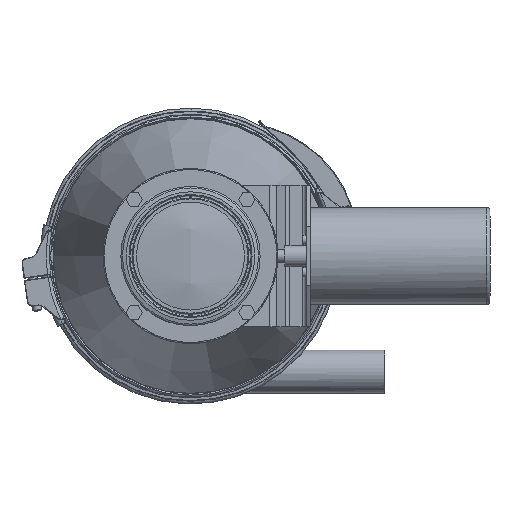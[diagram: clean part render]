
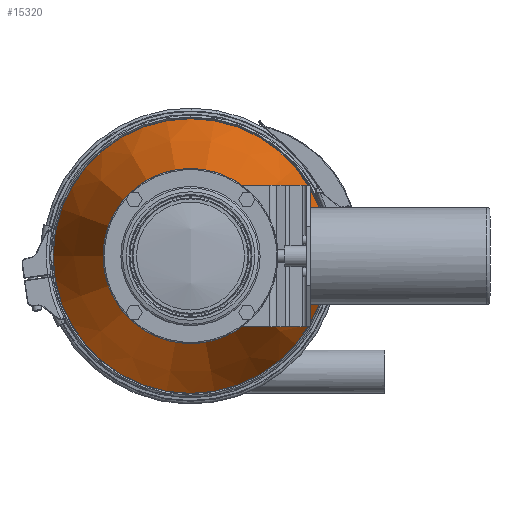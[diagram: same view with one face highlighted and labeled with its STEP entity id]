
A CAD part, front view. The second image highlights one B-rep face of the part: STEP entity #15320.
In plain terms, the highlighted conical face has half-angle 20 degrees and reference radius 89.717 mm.
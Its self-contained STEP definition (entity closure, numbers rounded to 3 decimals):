
#1250=CONICAL_SURFACE('',#16998,89.717,0.349);
#2747=LINE('',#34613,#3587);
#3587=VECTOR('',#21154,89.717);
#4434=FACE_OUTER_BOUND('',#5304,.T.);
#5304=EDGE_LOOP('',(#14225,#14226,#14227,#14228,#14229));
#5349=CIRCLE('',#15401,127.159);
#6226=CIRCLE('',#16994,51.5);
#6227=CIRCLE('',#16995,51.5);
#6324=VERTEX_POINT('',#21440);
#7600=VERTEX_POINT('',#34603);
#7601=VERTEX_POINT('',#34604);
#7708=EDGE_CURVE('',#6324,#6324,#5349,.T.);
#9808=EDGE_CURVE('',#7600,#7601,#6226,.T.);
#9809=EDGE_CURVE('',#7601,#7600,#6227,.T.);
#9813=EDGE_CURVE('',#6324,#7601,#2747,.T.);
#14225=ORIENTED_EDGE('',*,*,#7708,.T.);
#14226=ORIENTED_EDGE('',*,*,#9813,.T.);
#14227=ORIENTED_EDGE('',*,*,#9809,.T.);
#14228=ORIENTED_EDGE('',*,*,#9808,.T.);
#14229=ORIENTED_EDGE('',*,*,#9813,.F.);
#15320=ADVANCED_FACE('',(#4434),#1250,.T.);
#15401=AXIS2_PLACEMENT_3D('',#21441,#17165,#17166);
#16994=AXIS2_PLACEMENT_3D('',#34605,#21143,#21144);
#16995=AXIS2_PLACEMENT_3D('',#34606,#21145,#21146);
#16998=AXIS2_PLACEMENT_3D('',#34612,#21152,#21153);
#17165=DIRECTION('center_axis',(0.,-1.,0.));
#17166=DIRECTION('ref_axis',(-1.,0.,0.));
#21143=DIRECTION('center_axis',(0.,1.,0.));
#21144=DIRECTION('ref_axis',(1.,0.,0.));
#21145=DIRECTION('center_axis',(0.,1.,0.));
#21146=DIRECTION('ref_axis',(1.,0.,0.));
#21152=DIRECTION('center_axis',(0.,1.,0.));
#21153=DIRECTION('ref_axis',(-1.,0.,0.));
#21154=DIRECTION('',(-0.342,-0.94,0.));
#21440=CARTESIAN_POINT('',(127.159,235.87,0.));
#21441=CARTESIAN_POINT('Origin',(0.,235.87,
0.));
#34603=CARTESIAN_POINT('',(-51.5,28.,0.));
#34604=CARTESIAN_POINT('',(51.5,28.,0.));
#34605=CARTESIAN_POINT('Origin',(0.,28.,
0.));
#34606=CARTESIAN_POINT('Origin',(0.,28.,
0.));
#34612=CARTESIAN_POINT('Origin',(0.,133.,0.));
#34613=CARTESIAN_POINT('',(89.717,133.,0.));
